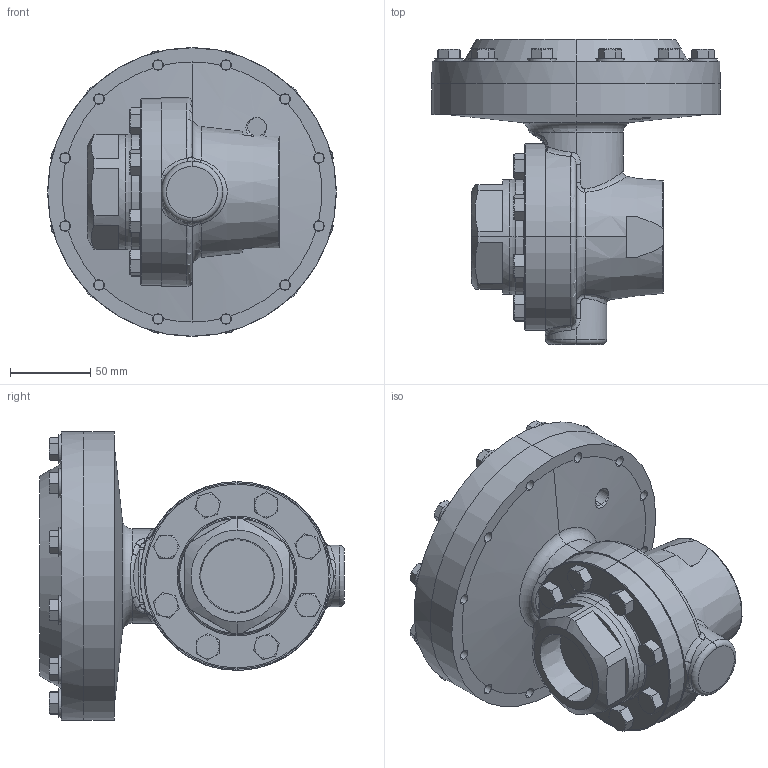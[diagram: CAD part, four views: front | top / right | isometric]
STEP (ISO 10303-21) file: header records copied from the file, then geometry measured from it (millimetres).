
FILE_DESCRIPTION (( 'STEP AP203' ), '1' );
FILE_NAME ('56-150-CS+S6-PT.step', '2017-10-04T15:19:00', ( '' ), ( '' ), 'SwSTEP 2.0', 'SolidWorks 2014', '' );
FILE_SCHEMA (( 'CONFIG_CONTROL_DESIGN' ));
Length unit declared in the file: inch
Products named in the file (1): 56-150-CS+S6-PT
Bounding box: 179.32 x 189.57 x 179.32 mm (x, y, z)
Volume: 1835230.7 mm3; surface area: 138014.7 mm2
Topology: 1 solids, 1 shells, 507 faces, 1222 edges, 745 vertices
Faces by surface type: plane 213, cone 160, cylinder 78, bspline 29, torus 23, sphere 4
Entity records: 18115 total; most frequent: CARTESIAN_POINT 6690, ORIENTED_EDGE 2444, DIRECTION 2309, EDGE_CURVE 1222, AXIS2_PLACEMENT_3D 960, VERTEX_POINT 745, EDGE_LOOP 535, ADVANCED_FACE 507
